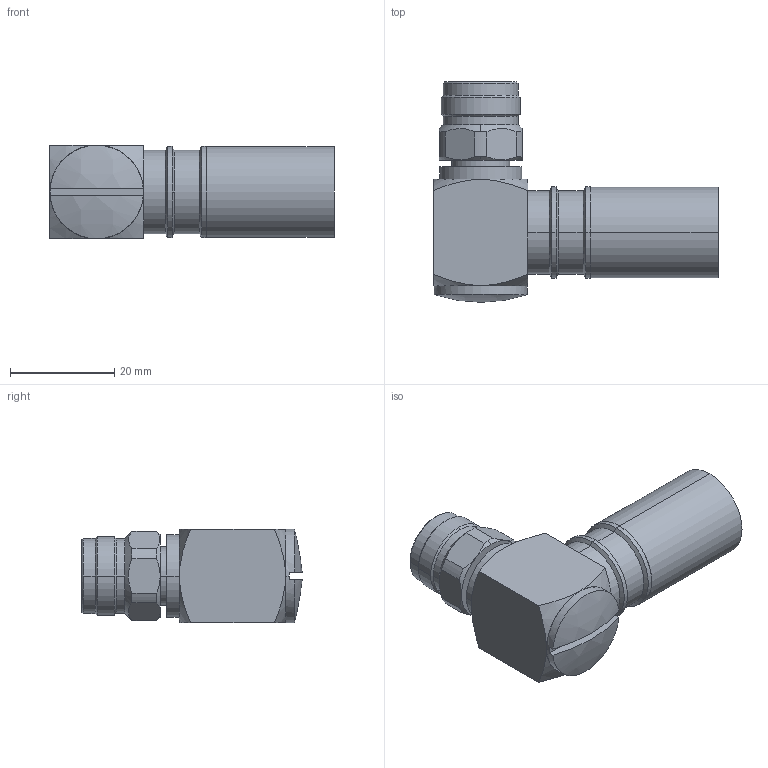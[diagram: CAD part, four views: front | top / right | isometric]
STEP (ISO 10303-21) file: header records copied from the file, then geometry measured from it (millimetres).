
FILE_DESCRIPTION (( 'STEP AP203' ), '1' );
FILE_NAME ('3190-2707(TC-600-TM-RA-D).STEP', '2020-09-14T05:22:28', ( '' ), ( '' ), 'SwSTEP 2.0', 'SolidWorks 2017', '' );
FILE_SCHEMA (( 'CONFIG_CONTROL_DESIGN' ));
Length unit declared in the file: millimetre
Products named in the file (1): 3190-2707(TC-600-TM-RA-D)
Bounding box: 54.5 x 42.25 x 18 mm (x, y, z)
Volume: 14549.6 mm3; surface area: 8363.3 mm2
Topology: 2 solids, 2 shells, 136 faces, 317 edges, 200 vertices
Faces by surface type: cone 51, cylinder 48, plane 31, bspline 6
Entity records: 4236 total; most frequent: CARTESIAN_POINT 970, DIRECTION 725, ORIENTED_EDGE 634, EDGE_CURVE 317, AXIS2_PLACEMENT_3D 307, VERTEX_POINT 200, CIRCLE 176, EDGE_LOOP 153
